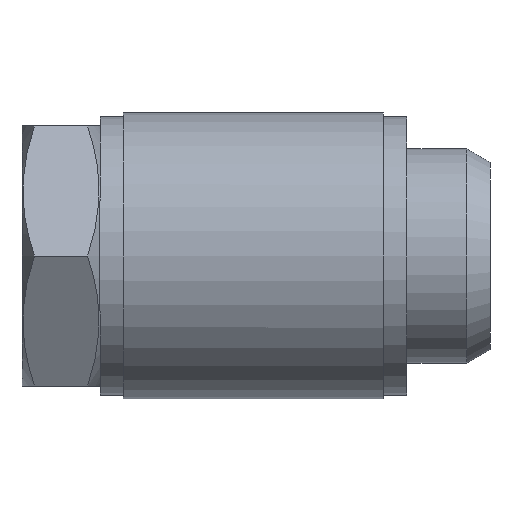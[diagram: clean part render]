
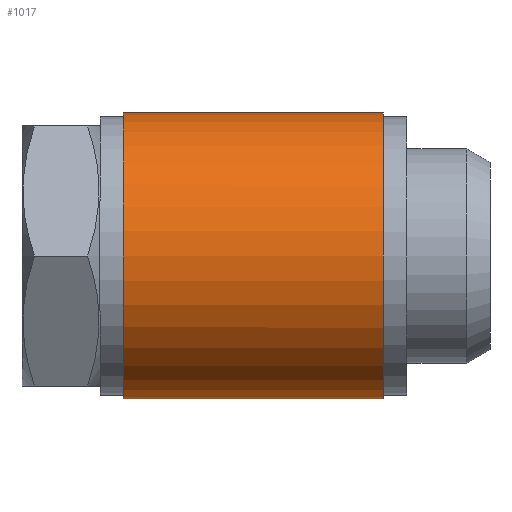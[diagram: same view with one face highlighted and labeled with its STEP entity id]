
A CAD part, left-side view. The second image highlights one B-rep face of the part: STEP entity #1017.
In plain terms, the highlighted cylindrical face has radius 11 mm (diameter 22 mm), a partial arc.
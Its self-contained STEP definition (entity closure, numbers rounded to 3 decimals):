
#34 = EDGE_CURVE ( 'NONE', #333, #328, #2623, .T. ) ;
#41 = EDGE_CURVE ( 'NONE', #425, #434, #2616, .T. ) ;
#159 = ORIENTED_EDGE ( 'NONE', *, *, #34, .T. ) ;
#178 = ORIENTED_EDGE ( 'NONE', *, *, #254, .T. ) ;
#184 = ORIENTED_EDGE ( 'NONE', *, *, #263, .F. ) ;
#215 = ORIENTED_EDGE ( 'NONE', *, *, #41, .T. ) ;
#254 = EDGE_CURVE ( 'NONE', #434, #333, #745, .T. ) ;
#263 = EDGE_CURVE ( 'NONE', #425, #328, #750, .T. ) ;
#328 = VERTEX_POINT ( 'NONE', #2029 ) ;
#333 = VERTEX_POINT ( 'NONE', #2032 ) ;
#425 = VERTEX_POINT ( 'NONE', #2066 ) ;
#434 = VERTEX_POINT ( 'NONE', #2069 ) ;
#635 = EDGE_LOOP ( 'NONE', ( #184, #215, #178, #159 ) ) ;
#745 = LINE ( 'NONE', #1329, #2673 ) ;
#750 = LINE ( 'NONE', #1356, #2835 ) ;
#831 = FACE_OUTER_BOUND ( 'NONE', #635, .T. ) ;
#832 = CYLINDRICAL_SURFACE ( 'NONE', #2663, 11. ) ;
#1017 = ADVANCED_FACE ( 'NONE', ( #831 ), #832, .T. ) ;
#1087 = CARTESIAN_POINT ( 'NONE',  ( 0., 28.2, 0. ) ) ;
#1088 = DIRECTION ( 'NONE',  ( 0., -1., 0. ) ) ;
#1089 = DIRECTION ( 'NONE',  ( 0., 0., -1. ) ) ;
#1109 = CARTESIAN_POINT ( 'NONE',  ( 0., 8.2, 0. ) ) ;
#1110 = DIRECTION ( 'NONE',  ( 0., 1., 0. ) ) ;
#1111 = DIRECTION ( 'NONE',  ( 0., 0., 1. ) ) ;
#1329 = CARTESIAN_POINT ( 'NONE',  ( 0., 34.286, 11. ) ) ;
#1330 = DIRECTION ( 'NONE',  ( 0., 1., 0. ) ) ;
#1356 = CARTESIAN_POINT ( 'NONE',  ( 0., 34.286, -11. ) ) ;
#1357 = DIRECTION ( 'NONE',  ( 0., 1., 0. ) ) ;
#1763 = CARTESIAN_POINT ( 'NONE',  ( 0., 34.286, 0. ) ) ;
#1764 = DIRECTION ( 'NONE',  ( 0., 1., 0. ) ) ;
#1765 = DIRECTION ( 'NONE',  ( 0., 0., 1. ) ) ;
#2029 = CARTESIAN_POINT ( 'NONE',  ( 0., 28.2, -11. ) ) ;
#2032 = CARTESIAN_POINT ( 'NONE',  ( 0., 28.2, 11. ) ) ;
#2066 = CARTESIAN_POINT ( 'NONE',  ( 0., 8.2, -11. ) ) ;
#2069 = CARTESIAN_POINT ( 'NONE',  ( 0., 8.2, 11. ) ) ;
#2604 = AXIS2_PLACEMENT_3D ( 'NONE', #1109, #1110, #1111 ) ;
#2609 = AXIS2_PLACEMENT_3D ( 'NONE', #1087, #1088, #1089 ) ;
#2616 = CIRCLE ( 'NONE', #2604, 11. ) ;
#2623 = CIRCLE ( 'NONE', #2609, 11. ) ;
#2663 = AXIS2_PLACEMENT_3D ( 'NONE', #1763, #1764, #1765 ) ;
#2673 = VECTOR ( 'NONE', #1330, 1000. ) ;
#2835 = VECTOR ( 'NONE', #1357, 1000. ) ;
